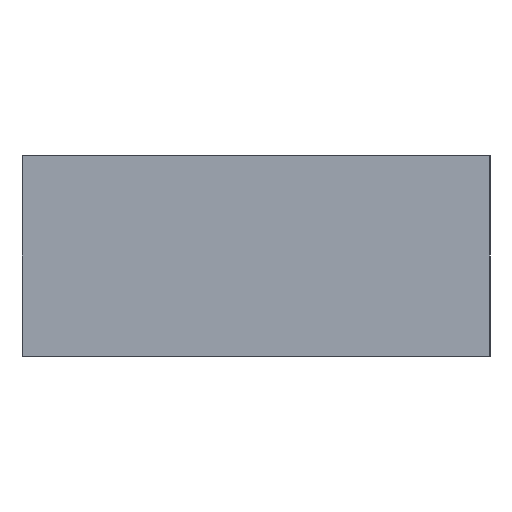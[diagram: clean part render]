
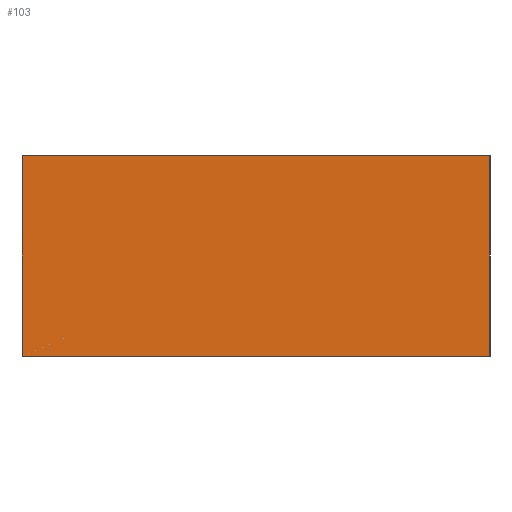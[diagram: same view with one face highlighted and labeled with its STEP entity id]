
A CAD part, left-side view. The second image highlights one B-rep face of the part: STEP entity #103.
In plain terms, the highlighted planar face has unit normal (-1, 0, 0).
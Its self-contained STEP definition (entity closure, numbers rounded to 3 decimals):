
#6 = EDGE_CURVE ( 'NONE', #247, #326, #178, .T. ) ;
#8 = EDGE_CURVE ( 'NONE', #249, #247, #113, .T. ) ;
#10 = DIRECTION ( 'NONE',  ( 0., -1., 0. ) ) ;
#12 = ORIENTED_EDGE ( 'NONE', *, *, #148, .T. ) ;
#18 = VECTOR ( 'NONE', #186, 1000. ) ;
#32 = CARTESIAN_POINT ( 'NONE',  ( 0., 0., 0. ) ) ;
#55 = LINE ( 'NONE', #32, #122 ) ;
#60 = VECTOR ( 'NONE', #252, 1000. ) ;
#61 = PLANE ( 'NONE',  #290 ) ;
#81 = DIRECTION ( 'NONE',  ( 0., -1., 0. ) ) ;
#90 = CARTESIAN_POINT ( 'NONE',  ( 0., 140., 0. ) ) ;
#101 = CARTESIAN_POINT ( 'NONE',  ( 0., 0., 0. ) ) ;
#103 = ADVANCED_FACE ( 'NONE', ( #267 ), #61, .F. ) ;
#113 = LINE ( 'NONE', #272, #207 ) ;
#115 = CARTESIAN_POINT ( 'NONE',  ( 0., 0., 60. ) ) ;
#122 = VECTOR ( 'NONE', #10, 1000. ) ;
#132 = EDGE_CURVE ( 'NONE', #217, #326, #55, .T. ) ;
#136 = CARTESIAN_POINT ( 'NONE',  ( 0., 0., 60. ) ) ;
#138 = ORIENTED_EDGE ( 'NONE', *, *, #6, .F. ) ;
#142 = CARTESIAN_POINT ( 'NONE',  ( 0., 0., 60. ) ) ;
#148 = EDGE_CURVE ( 'NONE', #249, #217, #196, .T. ) ;
#161 = ORIENTED_EDGE ( 'NONE', *, *, #132, .T. ) ;
#178 = LINE ( 'NONE', #136, #18 ) ;
#186 = DIRECTION ( 'NONE',  ( 0., 0., -1. ) ) ;
#187 = EDGE_LOOP ( 'NONE', ( #161, #138, #214, #12 ) ) ;
#196 = LINE ( 'NONE', #230, #60 ) ;
#207 = VECTOR ( 'NONE', #81, 1000. ) ;
#214 = ORIENTED_EDGE ( 'NONE', *, *, #8, .F. ) ;
#217 = VERTEX_POINT ( 'NONE', #90 ) ;
#227 = DIRECTION ( 'NONE',  ( 1., 0., 0. ) ) ;
#230 = CARTESIAN_POINT ( 'NONE',  ( 0., 140., 60. ) ) ;
#247 = VERTEX_POINT ( 'NONE', #115 ) ;
#249 = VERTEX_POINT ( 'NONE', #322 ) ;
#250 = DIRECTION ( 'NONE',  ( 0., 0., -1. ) ) ;
#252 = DIRECTION ( 'NONE',  ( 0., 0., -1. ) ) ;
#267 = FACE_OUTER_BOUND ( 'NONE', #187, .T. ) ;
#272 = CARTESIAN_POINT ( 'NONE',  ( 0., 0., 60. ) ) ;
#290 = AXIS2_PLACEMENT_3D ( 'NONE', #142, #227, #250 ) ;
#322 = CARTESIAN_POINT ( 'NONE',  ( 0., 140., 60. ) ) ;
#326 = VERTEX_POINT ( 'NONE', #101 ) ;
